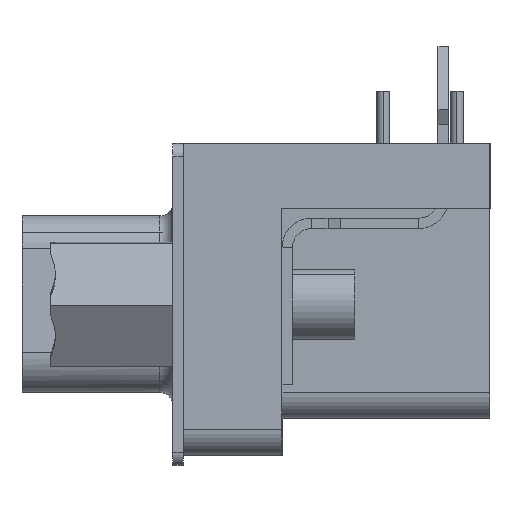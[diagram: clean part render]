
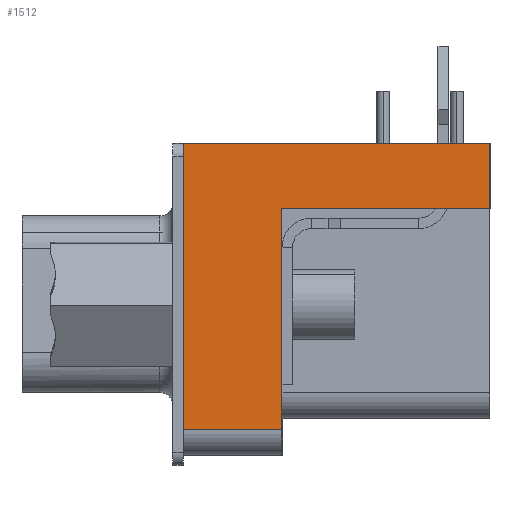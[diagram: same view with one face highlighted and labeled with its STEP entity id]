
A CAD part, left-side view. The second image highlights one B-rep face of the part: STEP entity #1512.
In plain terms, the highlighted planar face has unit normal (-1, 0, 0).
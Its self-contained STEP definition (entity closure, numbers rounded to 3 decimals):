
#448 = CARTESIAN_POINT ( 'NONE',  ( -15.25, 0., -6. ) ) ;
#449 = DIRECTION ( 'NONE',  ( 0., 0., 1. ) ) ;
#498 = CARTESIAN_POINT ( 'NONE',  ( -15.25, 18., -5. ) ) ;
#499 = DIRECTION ( 'NONE',  ( 0., -1., 0. ) ) ;
#500 = CARTESIAN_POINT ( 'NONE',  ( -15.25, 11.8, -6. ) ) ;
#501 = DIRECTION ( 'NONE',  ( 0., 0., 1. ) ) ;
#502 = CARTESIAN_POINT ( 'NONE',  ( -15.25, 8., -6. ) ) ;
#503 = DIRECTION ( 'NONE',  ( 0., 0., -1. ) ) ;
#504 = CARTESIAN_POINT ( 'NONE',  ( -15.25, 8., 3.5 ) ) ;
#505 = DIRECTION ( 'NONE',  ( 0., -1., 0. ) ) ;
#506 = CARTESIAN_POINT ( 'NONE',  ( -15.25, 18., 6. ) ) ;
#507 = DIRECTION ( 'NONE',  ( 0., -1., 0. ) ) ;
#1169 = DIRECTION ( 'NONE',  ( 0., 0., -1. ) ) ;
#1170 = DIRECTION ( 'NONE',  ( 1., 0., 0. ) ) ;
#1171 = CARTESIAN_POINT ( 'NONE',  ( -15.25, 18., -6. ) ) ;
#1172 = PLANE ( 'NONE',  #2071 ) ;
#1224 = ORIENTED_EDGE ( 'NONE', *, *, #2627, .F. ) ;
#1231 = ORIENTED_EDGE ( 'NONE', *, *, #2626, .T. ) ;
#1232 = ORIENTED_EDGE ( 'NONE', *, *, #2628, .F. ) ;
#1241 = ORIENTED_EDGE ( 'NONE', *, *, #2629, .T. ) ;
#1291 = ORIENTED_EDGE ( 'NONE', *, *, #2630, .F. ) ;
#1292 = ORIENTED_EDGE ( 'NONE', *, *, #2603, .T. ) ;
#1512 = ADVANCED_FACE ( 'NONE', ( #4594 ), #1172, .F. ) ;
#2071 = AXIS2_PLACEMENT_3D ( 'NONE', #1171, #1170, #1169 ) ;
#2603 = EDGE_CURVE ( 'NONE', #6184, #6183, #5090, .T. ) ;
#2626 = EDGE_CURVE ( 'NONE', #6203, #6205, #5109, .T. ) ;
#2627 = EDGE_CURVE ( 'NONE', #6203, #6204, #5110, .T. ) ;
#2628 = EDGE_CURVE ( 'NONE', #6206, #6205, #5111, .T. ) ;
#2629 = EDGE_CURVE ( 'NONE', #6206, #6184, #5112, .T. ) ;
#2630 = EDGE_CURVE ( 'NONE', #6204, #6183, #5113, .T. ) ;
#3394 = VECTOR ( 'NONE', #449, 1000. ) ;
#3421 = VECTOR ( 'NONE', #499, 1000. ) ;
#3422 = VECTOR ( 'NONE', #501, 1000. ) ;
#3423 = VECTOR ( 'NONE', #503, 1000. ) ;
#3424 = VECTOR ( 'NONE', #505, 1000. ) ;
#3425 = VECTOR ( 'NONE', #507, 1000. ) ;
#4594 = FACE_OUTER_BOUND ( 'NONE', #5582, .T. ) ;
#5090 = LINE ( 'NONE', #448, #3394 ) ;
#5109 = LINE ( 'NONE', #498, #3421 ) ;
#5110 = LINE ( 'NONE', #500, #3422 ) ;
#5111 = LINE ( 'NONE', #502, #3423 ) ;
#5112 = LINE ( 'NONE', #504, #3424 ) ;
#5113 = LINE ( 'NONE', #506, #3425 ) ;
#5582 = EDGE_LOOP ( 'NONE', ( #1224, #1231, #1232, #1241, #1292, #1291 ) ) ;
#6183 = VERTEX_POINT ( 'NONE', #6698 ) ;
#6184 = VERTEX_POINT ( 'NONE', #6699 ) ;
#6203 = VERTEX_POINT ( 'NONE', #6718 ) ;
#6204 = VERTEX_POINT ( 'NONE', #6719 ) ;
#6205 = VERTEX_POINT ( 'NONE', #6720 ) ;
#6206 = VERTEX_POINT ( 'NONE', #6721 ) ;
#6698 = CARTESIAN_POINT ( 'NONE',  ( -15.25, 0., 6. ) ) ;
#6699 = CARTESIAN_POINT ( 'NONE',  ( -15.25, 0., 3.5 ) ) ;
#6718 = CARTESIAN_POINT ( 'NONE',  ( -15.25, 11.8, -5. ) ) ;
#6719 = CARTESIAN_POINT ( 'NONE',  ( -15.25, 11.8, 6. ) ) ;
#6720 = CARTESIAN_POINT ( 'NONE',  ( -15.25, 8., -5. ) ) ;
#6721 = CARTESIAN_POINT ( 'NONE',  ( -15.25, 8., 3.5 ) ) ;
